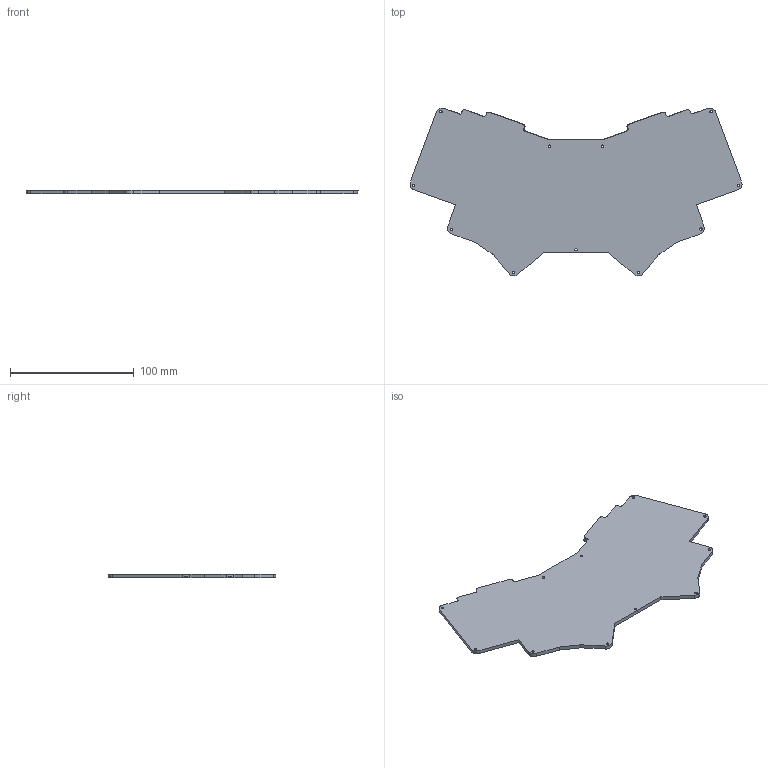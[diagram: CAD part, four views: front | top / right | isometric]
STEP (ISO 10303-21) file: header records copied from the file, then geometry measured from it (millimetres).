
FILE_DESCRIPTION(('HOOPS Exchange Step'),'2;1');
FILE_NAME('temp_export','2023-04-17T10:06:56-04:00',('mobile'),('Shapr3D Limited'),'HOOPS Exchange 2022.2','Shapr3D','Authorized');
FILE_SCHEMA( ('AUTOMOTIVE_DESIGN { 1 0 10303 214 1 1 1 1 }') );
Length unit declared in the file: millimetre
Products named in the file (1): Bottom
Bounding box: 268.64 x 135.7 x 3 mm (x, y, z)
Volume: 73436.7 mm3; surface area: 51613.2 mm2
Topology: 1 solids, 1 shells, 86 faces, 230 edges, 157 vertices
Faces by surface type: plane 42, cylinder 41, bspline 3
Full cylindrical faces by diameter (mm): 2 x11, 3.8 x11
Entity records: 3364 total; most frequent: CARTESIAN_POINT 1064, DIRECTION 481, ORIENTED_EDGE 460, EDGE_CURVE 230, AXIS2_PLACEMENT_3D 177, VERTEX_POINT 157, VECTOR 127, LINE 127
